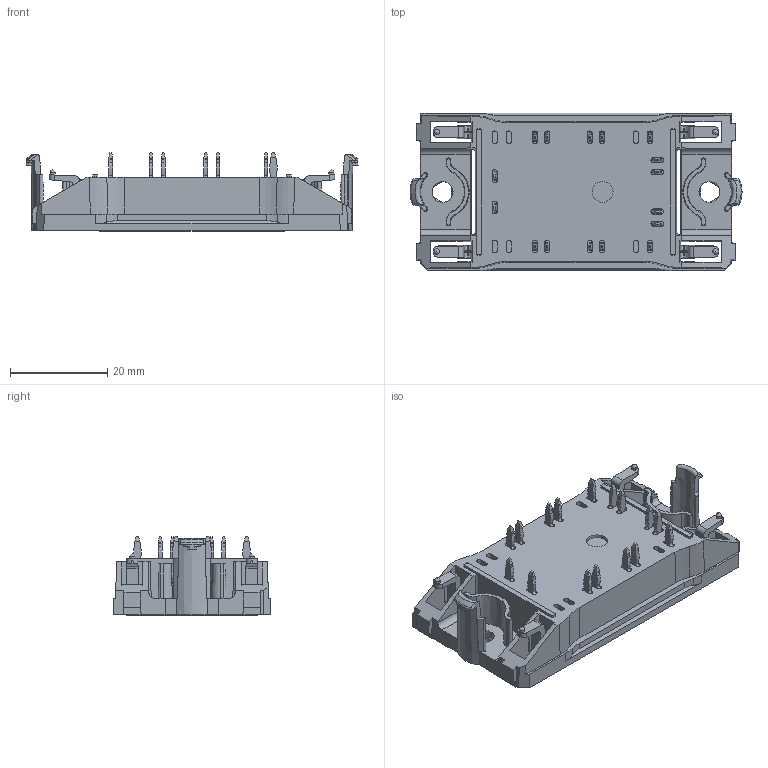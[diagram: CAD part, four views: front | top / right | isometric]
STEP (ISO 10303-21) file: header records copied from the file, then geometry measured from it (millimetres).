
FILE_DESCRIPTION(/* description */ ('Unknown'),/* implementation_level */ '2;1');
FILE_NAME(/* name */ 'Flow0-2C12Y-P620(160)-01-OL',/* time_stamp */ '2018-02-22T15:34:14+01:00',/* author */ ('Unknown'),/* organization */ ('Unknown'),/* preprocessor_version */ 'ST-DEVELOPER v16.7',/* originating_system */ 'DEX',/* authorisation */ $);
FILE_SCHEMA (('AUTOMOTIVE_DESIGN {1 0 10303 214 3 1 1}'));
Length unit declared in the file: millimetre
Products named in the file (1): Flow0-2C12Y-P620-01-OL
Bounding box: 68.4 x 32.5 x 16.23 mm (x, y, z)
Volume: 16726.2 mm3; surface area: 9265.1 mm2
Topology: 1 solids, 1 shells, 823 faces, 2275 edges, 1486 vertices
Faces by surface type: plane 540, cylinder 225, cone 46, sphere 4, bspline 4, torus 4
Full cylindrical faces by diameter (mm): 1.1 x4, 4.3 x1
Entity records: 31899 total; most frequent: CARTESIAN_POINT 4728, ORIENTED_EDGE 4508, DIRECTION 4438, EDGE_CURVE 2254, LINE 1630, VECTOR 1630, VERTEX_POINT 1478, AXIS2_PLACEMENT_3D 1404
